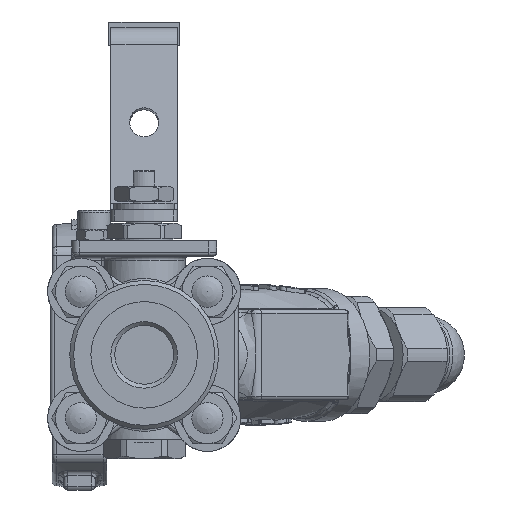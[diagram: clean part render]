
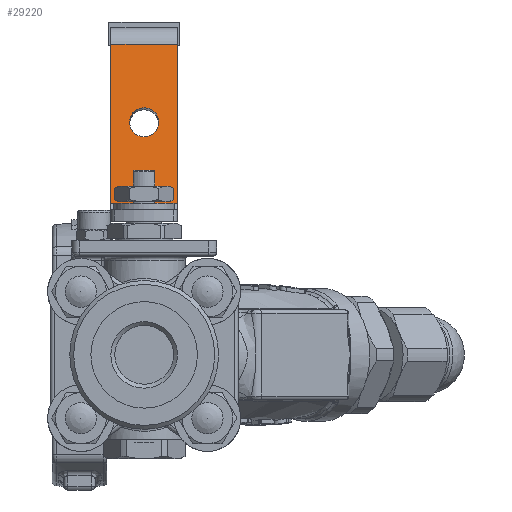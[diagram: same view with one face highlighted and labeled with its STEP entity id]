
A CAD part, left-side view. The second image highlights one B-rep face of the part: STEP entity #29220.
In plain terms, the highlighted planar face has unit normal (-0.985, 0, 0.174).
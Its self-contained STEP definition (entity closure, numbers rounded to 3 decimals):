
#2867=FACE_BOUND('',#7044,.T.);
#3491=PLANE('',#32359);
#5150=FACE_OUTER_BOUND('',#7043,.T.);
#7043=EDGE_LOOP('',(#26421,#26422,#26423,#26424));
#7044=EDGE_LOOP('',(#26425));
#8449=LINE('',#62785,#9826);
#8454=LINE('',#62799,#9831);
#8473=LINE('',#62855,#9850);
#8474=LINE('',#62856,#9851);
#9826=VECTOR('',#39770,10.);
#9831=VECTOR('',#39785,10.);
#9850=VECTOR('',#39844,10.);
#9851=VECTOR('',#39845,10.);
#11217=CIRCLE('',#32338,3.75);
#13879=VERTEX_POINT('',#62782);
#13880=VERTEX_POINT('',#62784);
#13883=VERTEX_POINT('',#62792);
#13884=VERTEX_POINT('',#62798);
#13901=VERTEX_POINT('',#62854);
#18076=EDGE_CURVE('',#13879,#13880,#8449,.T.);
#18081=EDGE_CURVE('',#13883,#13883,#11217,.T.);
#18084=EDGE_CURVE('',#13880,#13884,#8454,.T.);
#18112=EDGE_CURVE('',#13884,#13901,#8473,.T.);
#18113=EDGE_CURVE('',#13901,#13879,#8474,.T.);
#26421=ORIENTED_EDGE('',*,*,#18112,.F.);
#26422=ORIENTED_EDGE('',*,*,#18084,.F.);
#26423=ORIENTED_EDGE('',*,*,#18076,.F.);
#26424=ORIENTED_EDGE('',*,*,#18113,.F.);
#26425=ORIENTED_EDGE('',*,*,#18081,.T.);
#29220=ADVANCED_FACE('',(#5150,#2867),#3491,.T.);
#32338=AXIS2_PLACEMENT_3D('',#62794,#39779,#39780);
#32359=AXIS2_PLACEMENT_3D('',#62853,#39842,#39843);
#39770=DIRECTION('',(0.,-1.,0.));
#39779=DIRECTION('center_axis',(0.985,0.,
-0.174));
#39780=DIRECTION('ref_axis',(-0.174,0.,-0.985));
#39785=DIRECTION('',(-0.174,0.,-0.985));
#39842=DIRECTION('center_axis',(-0.985,0.,
0.174));
#39843=DIRECTION('ref_axis',(0.174,0.,0.985));
#39844=DIRECTION('',(0.,1.,0.));
#39845=DIRECTION('',(0.174,0.,0.985));
#62782=CARTESIAN_POINT('',(-44.433,27.333,77.851));
#62784=CARTESIAN_POINT('',(-44.433,10.333,77.851));
#62785=CARTESIAN_POINT('',(-44.433,18.833,77.851));
#62792=CARTESIAN_POINT('',(-47.303,18.833,61.576));
#62794=CARTESIAN_POINT('Origin',(-47.954,18.833,57.883));
#62798=CARTESIAN_POINT('',(-51.594,10.333,37.236));
#62799=CARTESIAN_POINT('',(-51.886,10.333,35.583));
#62853=CARTESIAN_POINT('Origin',(-51.886,18.833,35.583));
#62854=CARTESIAN_POINT('',(-51.594,27.333,37.236));
#62855=CARTESIAN_POINT('',(-51.594,18.833,37.236));
#62856=CARTESIAN_POINT('',(-51.886,27.333,35.583));
